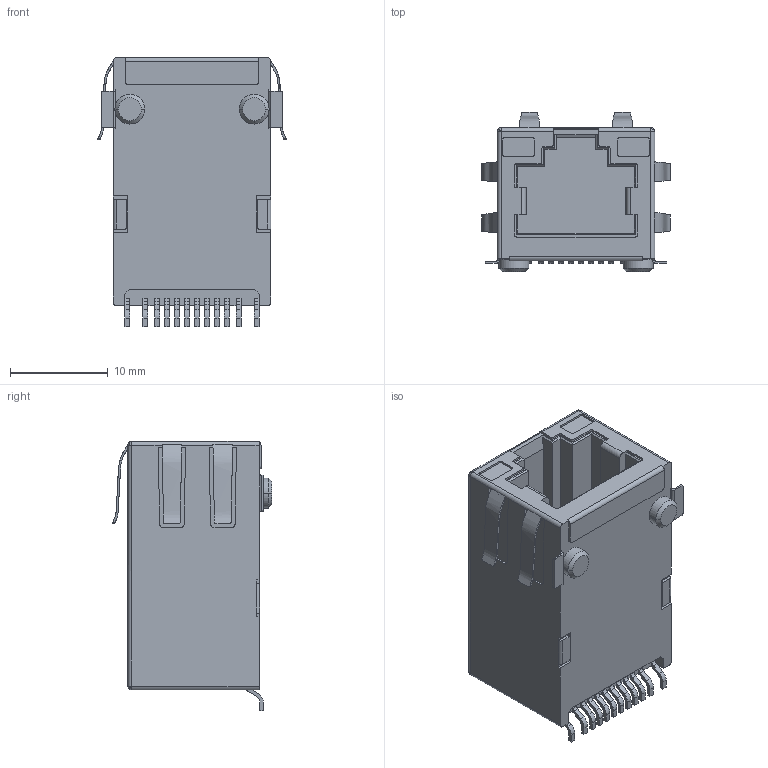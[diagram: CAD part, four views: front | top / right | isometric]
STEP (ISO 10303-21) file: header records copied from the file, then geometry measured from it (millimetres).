
FILE_DESCRIPTION (( 'STEP AP214' ), '1' );
FILE_NAME ('TMJ3011ABNL.STEP', '2022-11-04T11:01:29', ( '' ), ( '' ), 'SwSTEP 2.0', 'SolidWorks 2022', '' );
FILE_SCHEMA (( 'AUTOMOTIVE_DESIGN' ));
Length unit declared in the file: millimetre
Products named in the file (1): TMJ3011ABNL
Bounding box: 19.3 x 16.31 x 27.5 mm (x, y, z)
Volume: 4559.5 mm3; surface area: 2715.4 mm2
Topology: 1 solids, 1 shells, 773 faces, 2125 edges, 1392 vertices
Faces by surface type: plane 504, bspline 130, cylinder 125, sphere 8, cone 6
Entity records: 32180 total; most frequent: CARTESIAN_POINT 13262, ORIENTED_EDGE 4250, DIRECTION 3355, EDGE_CURVE 2125, LINE 1575, VECTOR 1575, VERTEX_POINT 1392, AXIS2_PLACEMENT_3D 890
